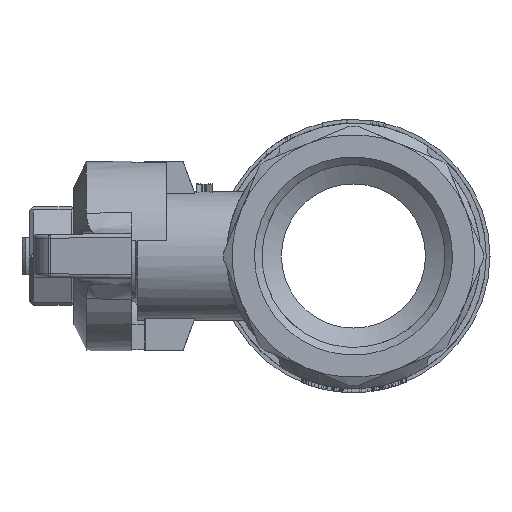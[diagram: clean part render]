
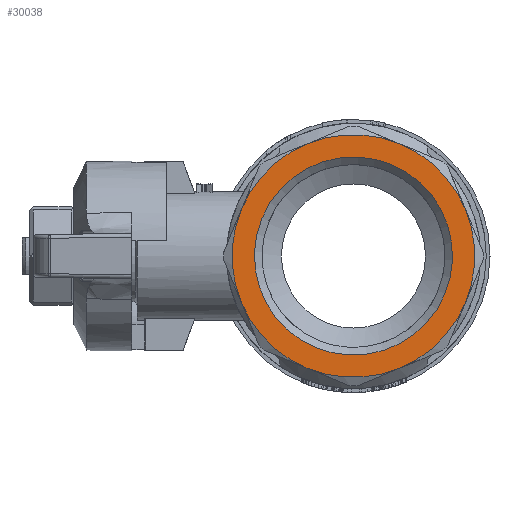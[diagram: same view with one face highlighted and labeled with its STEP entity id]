
A CAD part, left-side view. The second image highlights one B-rep face of the part: STEP entity #30038.
In plain terms, the highlighted face is planar.
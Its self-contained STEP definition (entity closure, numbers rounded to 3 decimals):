
#4863=PLANE('',#31781);
#7119=ORIENTED_EDGE('',*,*,#12914,.T.);
#7120=ORIENTED_EDGE('',*,*,#12956,.T.);
#7121=ORIENTED_EDGE('',*,*,#12939,.T.);
#7122=ORIENTED_EDGE('',*,*,#12933,.T.);
#7123=ORIENTED_EDGE('',*,*,#12928,.T.);
#7124=ORIENTED_EDGE('',*,*,#12921,.T.);
#7125=ORIENTED_EDGE('',*,*,#12949,.T.);
#7126=ORIENTED_EDGE('',*,*,#12944,.T.);
#7127=ORIENTED_EDGE('',*,*,#13423,.F.);
#12914=EDGE_CURVE('',#16302,#16304,#18474,.T.);
#12921=EDGE_CURVE('',#16309,#16308,#18477,.T.);
#12928=EDGE_CURVE('',#16312,#16309,#18479,.T.);
#12933=EDGE_CURVE('',#16315,#16312,#18481,.T.);
#12939=EDGE_CURVE('',#16318,#16315,#18483,.T.);
#12944=EDGE_CURVE('',#16321,#16302,#18485,.T.);
#12949=EDGE_CURVE('',#16308,#16321,#18486,.T.);
#12956=EDGE_CURVE('',#16304,#16318,#18489,.T.);
#13423=EDGE_CURVE('',#16639,#16639,#18522,.T.);
#16302=VERTEX_POINT('',#44054);
#16304=VERTEX_POINT('',#44085);
#16308=VERTEX_POINT('',#44145);
#16309=VERTEX_POINT('',#44147);
#16312=VERTEX_POINT('',#44205);
#16315=VERTEX_POINT('',#44265);
#16318=VERTEX_POINT('',#44324);
#16321=VERTEX_POINT('',#44382);
#16639=VERTEX_POINT('',#45453);
#18474=CIRCLE('',#31288,16.);
#18477=CIRCLE('',#31293,16.);
#18479=CIRCLE('',#31297,16.);
#18481=CIRCLE('',#31301,16.);
#18483=CIRCLE('',#31305,16.);
#18485=CIRCLE('',#31309,16.);
#18486=CIRCLE('',#31315,16.);
#18489=CIRCLE('',#31322,16.);
#18522=CIRCLE('',#31780,13.059);
#19094=EDGE_LOOP('',(#7119,#7120,#7121,#7122,#7123,#7124,#7125,#7126));
#19095=EDGE_LOOP('',(#7127));
#20479=FACE_BOUND('',#19094,.T.);
#20480=FACE_BOUND('',#19095,.T.);
#30038=ADVANCED_FACE('',(#20479,#20480),#4863,.T.);
#31288=AXIS2_PLACEMENT_3D('',#44084,#34880,#34881);
#31293=AXIS2_PLACEMENT_3D('',#44146,#34892,#34893);
#31297=AXIS2_PLACEMENT_3D('',#44231,#34902,#34903);
#31301=AXIS2_PLACEMENT_3D('',#44264,#34912,#34913);
#31305=AXIS2_PLACEMENT_3D('',#44323,#34922,#34923);
#31309=AXIS2_PLACEMENT_3D('',#44381,#34931,#34932);
#31315=AXIS2_PLACEMENT_3D('',#44466,#34944,#34945);
#31322=AXIS2_PLACEMENT_3D('',#44502,#34961,#34962);
#31780=AXIS2_PLACEMENT_3D('',#45452,#36055,#36056);
#31781=AXIS2_PLACEMENT_3D('',#45454,#36057,#36058);
#34880=DIRECTION('',(0.,0.,1.));
#34881=DIRECTION('',(-0.383,-0.924,0.));
#34892=DIRECTION('',(0.,0.,1.));
#34893=DIRECTION('',(-0.383,-0.924,0.));
#34902=DIRECTION('',(0.,0.,1.));
#34903=DIRECTION('',(-0.383,-0.924,0.));
#34912=DIRECTION('',(0.,0.,1.));
#34913=DIRECTION('',(-0.383,-0.924,0.));
#34922=DIRECTION('',(0.,0.,1.));
#34923=DIRECTION('',(-0.383,-0.924,0.));
#34931=DIRECTION('',(0.,0.,1.));
#34932=DIRECTION('',(-0.383,-0.924,0.));
#34944=DIRECTION('',(0.,0.,1.));
#34945=DIRECTION('',(-0.383,-0.924,0.));
#34961=DIRECTION('',(0.,0.,1.));
#34962=DIRECTION('',(-0.383,-0.924,0.));
#36055=DIRECTION('',(0.,0.,1.));
#36056=DIRECTION('',(-0.383,-0.924,0.));
#36057=DIRECTION('',(0.,0.,1.));
#36058=DIRECTION('',(1.,0.,0.));
#44054=CARTESIAN_POINT('',(-14.782,-6.123,37.5));
#44084=CARTESIAN_POINT('',(0.,0.,37.5));
#44085=CARTESIAN_POINT('',(-6.123,-14.782,37.5));
#44145=CARTESIAN_POINT('',(-6.123,14.782,37.5));
#44146=CARTESIAN_POINT('',(0.,0.,37.5));
#44147=CARTESIAN_POINT('',(6.123,14.782,37.5));
#44205=CARTESIAN_POINT('',(14.782,6.123,37.5));
#44231=CARTESIAN_POINT('',(0.,0.,37.5));
#44264=CARTESIAN_POINT('',(0.,0.,37.5));
#44265=CARTESIAN_POINT('',(14.782,-6.123,37.5));
#44323=CARTESIAN_POINT('',(0.,0.,37.5));
#44324=CARTESIAN_POINT('',(6.123,-14.782,37.5));
#44381=CARTESIAN_POINT('',(0.,0.,37.5));
#44382=CARTESIAN_POINT('',(-14.782,6.123,37.5));
#44466=CARTESIAN_POINT('',(0.,0.,37.5));
#44502=CARTESIAN_POINT('',(0.,0.,37.5));
#45452=CARTESIAN_POINT('',(0.,0.,37.5));
#45453=CARTESIAN_POINT('',(-4.997,-12.064,37.5));
#45454=CARTESIAN_POINT('',(-16.686,-1.153,37.5));
